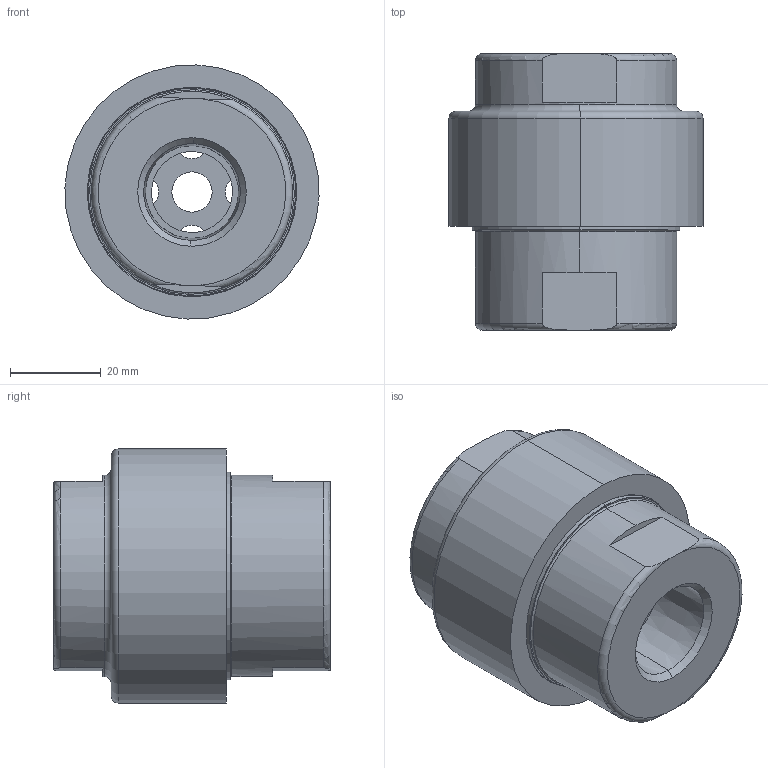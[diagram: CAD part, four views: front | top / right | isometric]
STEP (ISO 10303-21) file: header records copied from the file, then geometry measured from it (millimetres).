
FILE_DESCRIPTION (( 'STEP AP203' ), '1' );
FILE_NAME ('93TH-050-N.STEP', '2017-04-21T14:02:27', ( '' ), ( '' ), 'SwSTEP 2.0', 'SolidWorks 2014', '' );
FILE_SCHEMA (( 'CONFIG_CONTROL_DESIGN' ));
Length unit declared in the file: inch
Products named in the file (1): 93TH-050-N
Bounding box: 56.12 x 61.06 x 56.12 mm (x, y, z)
Surface area: 16546.6 mm2 (no closed solid volume)
Topology: 0 solids, 5 shells, 49 faces, 128 edges, 86 vertices
Faces by surface type: plane 15, cylinder 12, torus 12, cone 10
Entity records: 1755 total; most frequent: CARTESIAN_POINT 408, DIRECTION 302, ORIENTED_EDGE 228, AXIS2_PLACEMENT_3D 132, EDGE_CURVE 128, VERTEX_POINT 86, CIRCLE 82, EDGE_LOOP 60
